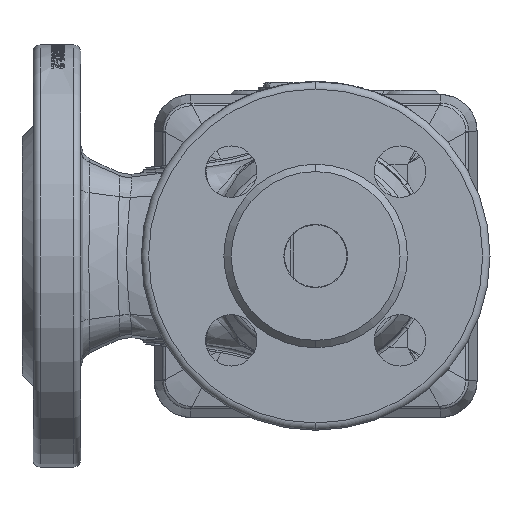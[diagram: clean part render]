
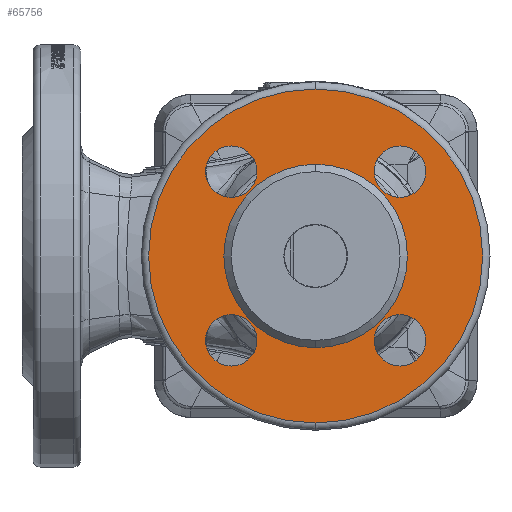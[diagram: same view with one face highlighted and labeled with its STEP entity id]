
A CAD part, front view. The second image highlights one B-rep face of the part: STEP entity #65756.
In plain terms, the highlighted planar face has unit normal (0, -1, 0).
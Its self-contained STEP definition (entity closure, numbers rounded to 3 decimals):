
#3142 = EDGE_LOOP ( 'NONE', ( #35500, #124525 ) ) ;
#4296 = FACE_OUTER_BOUND ( 'NONE', #3142, .T. ) ;
#6957 = EDGE_CURVE ( 'NONE', #91267, #19068, #40328, .T. ) ;
#8071 = DIRECTION ( 'NONE',  ( 0., 0., -1. ) ) ;
#8328 = AXIS2_PLACEMENT_3D ( 'NONE', #16710, #167046, #127321 ) ;
#8330 = FACE_BOUND ( 'NONE', #65825, .T. ) ;
#8502 = CIRCLE ( 'NONE', #33339, 7. ) ;
#9242 = DIRECTION ( 'NONE',  ( 0., -1., 0. ) ) ;
#9638 = CARTESIAN_POINT ( 'NONE',  ( 22.981, -88., -15.981 ) ) ;
#11765 = DIRECTION ( 'NONE',  ( 0., 0., -1. ) ) ;
#13027 = EDGE_CURVE ( 'NONE', #112616, #47461, #68204, .T. ) ;
#14079 = EDGE_CURVE ( 'NONE', #47461, #112616, #115509, .T. ) ;
#15239 = CARTESIAN_POINT ( 'NONE',  ( -22.981, -88., 29.981 ) ) ;
#15627 = CARTESIAN_POINT ( 'NONE',  ( 0., -88., -25. ) ) ;
#16710 = CARTESIAN_POINT ( 'NONE',  ( 0., -88., 0. ) ) ;
#17164 = ORIENTED_EDGE ( 'NONE', *, *, #6957, .T. ) ;
#19068 = VERTEX_POINT ( 'NONE', #153014 ) ;
#19096 = ORIENTED_EDGE ( 'NONE', *, *, #120586, .F. ) ;
#24059 = VERTEX_POINT ( 'NONE', #82515 ) ;
#24730 = CARTESIAN_POINT ( 'NONE',  ( 0., -88., 0. ) ) ;
#24877 = EDGE_LOOP ( 'NONE', ( #156440, #156668 ) ) ;
#26481 = CIRCLE ( 'NONE', #123086, 7. ) ;
#27292 = DIRECTION ( 'NONE',  ( 0., 0., 1. ) ) ;
#28138 = CARTESIAN_POINT ( 'NONE',  ( 0., -88., 0. ) ) ;
#29429 = FACE_BOUND ( 'NONE', #86216, .T. ) ;
#30227 = EDGE_CURVE ( 'NONE', #156719, #24059, #136578, .T. ) ;
#31475 = VERTEX_POINT ( 'NONE', #15239 ) ;
#31873 = EDGE_CURVE ( 'NONE', #96524, #138992, #41861, .T. ) ;
#32171 = CIRCLE ( 'NONE', #109383, 25. ) ;
#32613 = DIRECTION ( 'NONE',  ( 0., -1., 0. ) ) ;
#33339 = AXIS2_PLACEMENT_3D ( 'NONE', #162587, #134125, #96958 ) ;
#33933 = DIRECTION ( 'NONE',  ( 0., 0., -1. ) ) ;
#35500 = ORIENTED_EDGE ( 'NONE', *, *, #31873, .F. ) ;
#35796 = DIRECTION ( 'NONE',  ( 0., 0., 1. ) ) ;
#38560 = DIRECTION ( 'NONE',  ( 0., -1., 0. ) ) ;
#38877 = DIRECTION ( 'NONE',  ( 0., -1., 0. ) ) ;
#39319 = ORIENTED_EDGE ( 'NONE', *, *, #82334, .F. ) ;
#40273 = VERTEX_POINT ( 'NONE', #134840 ) ;
#40328 = CIRCLE ( 'NONE', #167223, 25. ) ;
#41861 = CIRCLE ( 'NONE', #8328, 45.5 ) ;
#42666 = CIRCLE ( 'NONE', #48203, 7. ) ;
#44132 = EDGE_CURVE ( 'NONE', #138992, #96524, #138493, .T. ) ;
#46472 = EDGE_LOOP ( 'NONE', ( #146743, #83920 ) ) ;
#47461 = VERTEX_POINT ( 'NONE', #73325 ) ;
#47803 = DIRECTION ( 'NONE',  ( 0., -1., 0. ) ) ;
#48203 = AXIS2_PLACEMENT_3D ( 'NONE', #50229, #38877, #62349 ) ;
#48688 = CARTESIAN_POINT ( 'NONE',  ( 22.981, -88., -22.981 ) ) ;
#48866 = DIRECTION ( 'NONE',  ( 0., 1., 0. ) ) ;
#49925 = EDGE_CURVE ( 'NONE', #19068, #91267, #32171, .T. ) ;
#50229 = CARTESIAN_POINT ( 'NONE',  ( -22.981, -88., 22.981 ) ) ;
#51361 = CARTESIAN_POINT ( 'NONE',  ( 22.981, -88., 22.981 ) ) ;
#56639 = AXIS2_PLACEMENT_3D ( 'NONE', #87944, #9242, #153597 ) ;
#62349 = DIRECTION ( 'NONE',  ( 0., 0., -1. ) ) ;
#65756 = ADVANCED_FACE ( 'NONE', ( #95127, #87024, #83834, #29429, #8330, #4296 ), #96834, .T. ) ;
#65825 = EDGE_LOOP ( 'NONE', ( #161081, #17164 ) ) ;
#66332 = VERTEX_POINT ( 'NONE', #9638 ) ;
#68204 = CIRCLE ( 'NONE', #145482, 7. ) ;
#73325 = CARTESIAN_POINT ( 'NONE',  ( 22.981, -88., 15.981 ) ) ;
#78399 = DIRECTION ( 'NONE',  ( 0., 0., -1. ) ) ;
#78916 = DIRECTION ( 'NONE',  ( 0., 0., -1. ) ) ;
#81597 = DIRECTION ( 'NONE',  ( 0., -1., 0. ) ) ;
#82334 = EDGE_CURVE ( 'NONE', #24059, #156719, #128085, .T. ) ;
#82515 = CARTESIAN_POINT ( 'NONE',  ( -22.981, -88., -15.981 ) ) ;
#83776 = ORIENTED_EDGE ( 'NONE', *, *, #30227, .F. ) ;
#83834 = FACE_BOUND ( 'NONE', #46472, .T. ) ;
#83920 = ORIENTED_EDGE ( 'NONE', *, *, #13027, .F. ) ;
#86216 = EDGE_LOOP ( 'NONE', ( #131846, #19096 ) ) ;
#87024 = FACE_BOUND ( 'NONE', #97286, .T. ) ;
#87944 = CARTESIAN_POINT ( 'NONE',  ( 22.981, -88., -22.981 ) ) ;
#90493 = CARTESIAN_POINT ( 'NONE',  ( -22.981, -88., -22.981 ) ) ;
#91267 = VERTEX_POINT ( 'NONE', #15627 ) ;
#95127 = FACE_BOUND ( 'NONE', #24877, .T. ) ;
#96524 = VERTEX_POINT ( 'NONE', #129892 ) ;
#96834 = PLANE ( 'NONE',  #136613 ) ;
#96958 = DIRECTION ( 'NONE',  ( 0., 0., -1. ) ) ;
#97286 = EDGE_LOOP ( 'NONE', ( #83776, #39319 ) ) ;
#102263 = CARTESIAN_POINT ( 'NONE',  ( -22.981, -88., -22.981 ) ) ;
#103162 = DIRECTION ( 'NONE',  ( 0., -1., 0. ) ) ;
#107285 = AXIS2_PLACEMENT_3D ( 'NONE', #51361, #103162, #8071 ) ;
#109383 = AXIS2_PLACEMENT_3D ( 'NONE', #28138, #118897, #27292 ) ;
#110420 = DIRECTION ( 'NONE',  ( 0., 0., -1. ) ) ;
#112616 = VERTEX_POINT ( 'NONE', #129136 ) ;
#115509 = CIRCLE ( 'NONE', #107285, 7. ) ;
#118897 = DIRECTION ( 'NONE',  ( 0., 1., 0. ) ) ;
#120586 = EDGE_CURVE ( 'NONE', #31475, #136241, #42666, .T. ) ;
#121504 = CARTESIAN_POINT ( 'NONE',  ( -22.981, -88., 15.981 ) ) ;
#123086 = AXIS2_PLACEMENT_3D ( 'NONE', #48688, #47803, #33933 ) ;
#124525 = ORIENTED_EDGE ( 'NONE', *, *, #44132, .F. ) ;
#127321 = DIRECTION ( 'NONE',  ( 0., 0., 1. ) ) ;
#128085 = CIRCLE ( 'NONE', #150157, 7. ) ;
#129136 = CARTESIAN_POINT ( 'NONE',  ( 22.981, -88., 29.981 ) ) ;
#129892 = CARTESIAN_POINT ( 'NONE',  ( 0., -88., 45.5 ) ) ;
#130159 = DIRECTION ( 'NONE',  ( 0., 1., 0. ) ) ;
#131090 = CIRCLE ( 'NONE', #56639, 7. ) ;
#131846 = ORIENTED_EDGE ( 'NONE', *, *, #166782, .F. ) ;
#134125 = DIRECTION ( 'NONE',  ( 0., -1., 0. ) ) ;
#134840 = CARTESIAN_POINT ( 'NONE',  ( 22.981, -88., -29.981 ) ) ;
#136241 = VERTEX_POINT ( 'NONE', #121504 ) ;
#136578 = CIRCLE ( 'NONE', #153098, 7. ) ;
#136613 = AXIS2_PLACEMENT_3D ( 'NONE', #168195, #38560, #11765 ) ;
#138493 = CIRCLE ( 'NONE', #163327, 45.5 ) ;
#138992 = VERTEX_POINT ( 'NONE', #141381 ) ;
#141381 = CARTESIAN_POINT ( 'NONE',  ( 0., -88., -45.5 ) ) ;
#145482 = AXIS2_PLACEMENT_3D ( 'NONE', #150986, #32613, #110420 ) ;
#146743 = ORIENTED_EDGE ( 'NONE', *, *, #14079, .F. ) ;
#149157 = EDGE_CURVE ( 'NONE', #66332, #40273, #26481, .T. ) ;
#149770 = EDGE_CURVE ( 'NONE', #40273, #66332, #131090, .T. ) ;
#150157 = AXIS2_PLACEMENT_3D ( 'NONE', #102263, #170482, #78916 ) ;
#150986 = CARTESIAN_POINT ( 'NONE',  ( 22.981, -88., 22.981 ) ) ;
#153014 = CARTESIAN_POINT ( 'NONE',  ( 0., -88., 25. ) ) ;
#153098 = AXIS2_PLACEMENT_3D ( 'NONE', #90493, #81597, #78399 ) ;
#153597 = DIRECTION ( 'NONE',  ( 0., 0., -1. ) ) ;
#156440 = ORIENTED_EDGE ( 'NONE', *, *, #149770, .F. ) ;
#156668 = ORIENTED_EDGE ( 'NONE', *, *, #149157, .F. ) ;
#156719 = VERTEX_POINT ( 'NONE', #156782 ) ;
#156782 = CARTESIAN_POINT ( 'NONE',  ( -22.981, -88., -29.981 ) ) ;
#156971 = DIRECTION ( 'NONE',  ( 0., 0., 1. ) ) ;
#161081 = ORIENTED_EDGE ( 'NONE', *, *, #49925, .T. ) ;
#162587 = CARTESIAN_POINT ( 'NONE',  ( -22.981, -88., 22.981 ) ) ;
#163327 = AXIS2_PLACEMENT_3D ( 'NONE', #167149, #48866, #35796 ) ;
#166782 = EDGE_CURVE ( 'NONE', #136241, #31475, #8502, .T. ) ;
#167046 = DIRECTION ( 'NONE',  ( 0., 1., 0. ) ) ;
#167149 = CARTESIAN_POINT ( 'NONE',  ( 0., -88., 0. ) ) ;
#167223 = AXIS2_PLACEMENT_3D ( 'NONE', #24730, #130159, #156971 ) ;
#168195 = CARTESIAN_POINT ( 'NONE',  ( -25., -88., 0. ) ) ;
#170482 = DIRECTION ( 'NONE',  ( 0., -1., 0. ) ) ;
